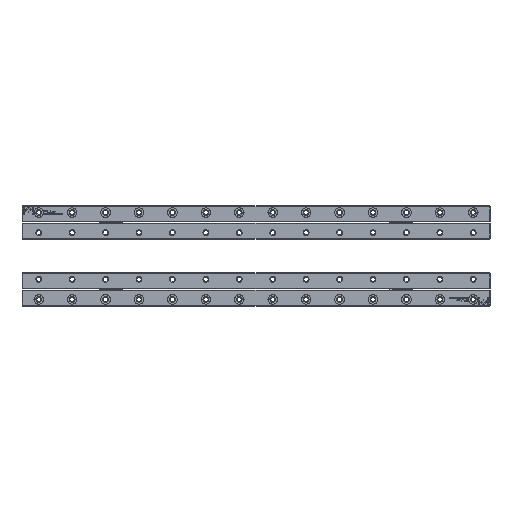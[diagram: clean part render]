
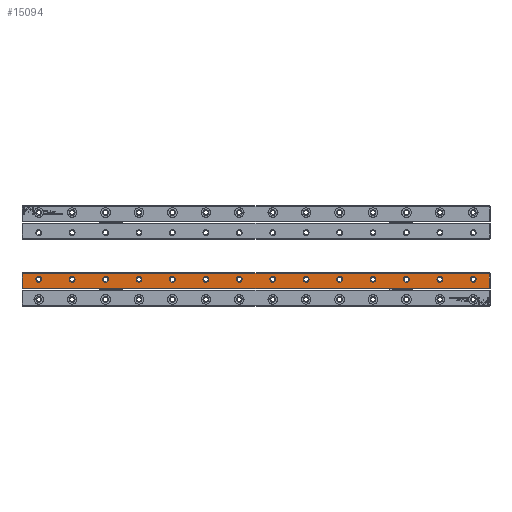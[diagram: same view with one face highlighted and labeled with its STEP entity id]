
A CAD part, top view. The second image highlights one B-rep face of the part: STEP entity #15094.
In plain terms, the highlighted planar face has unit normal (0, 0, 1).
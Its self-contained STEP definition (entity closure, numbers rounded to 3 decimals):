
#15094=ADVANCED_FACE('',(#28079,#28080,#28081,#28082,#28083,#28084,#28085,
#28086,#28087,#28088,#28089,#28090,#28091,#28092,#28093),#21116,.T.);
#21116=PLANE('',#130887);
#26296=CIRCLE('',#130873,2.15);
#26297=CIRCLE('',#130874,2.15);
#26298=CIRCLE('',#130875,2.15);
#26299=CIRCLE('',#130876,2.15);
#26300=CIRCLE('',#130877,2.15);
#26301=CIRCLE('',#130878,2.15);
#26302=CIRCLE('',#130879,2.15);
#26303=CIRCLE('',#130880,2.15);
#26304=CIRCLE('',#130881,2.15);
#26305=CIRCLE('',#130882,2.15);
#26306=CIRCLE('',#130883,2.15);
#26307=CIRCLE('',#130884,2.15);
#26308=CIRCLE('',#130885,2.15);
#26309=CIRCLE('',#130886,2.15);
#28079=FACE_BOUND('',#29747,.T.);
#28080=FACE_BOUND('',#29748,.T.);
#28081=FACE_BOUND('',#29749,.T.);
#28082=FACE_BOUND('',#29750,.T.);
#28083=FACE_BOUND('',#29751,.T.);
#28084=FACE_BOUND('',#29752,.T.);
#28085=FACE_BOUND('',#29753,.T.);
#28086=FACE_BOUND('',#29754,.T.);
#28087=FACE_BOUND('',#29755,.T.);
#28088=FACE_BOUND('',#29756,.T.);
#28089=FACE_BOUND('',#29757,.T.);
#28090=FACE_BOUND('',#29758,.T.);
#28091=FACE_BOUND('',#29759,.T.);
#28092=FACE_BOUND('',#29760,.T.);
#28093=FACE_BOUND('',#29761,.T.);
#29747=EDGE_LOOP('',(#38353));
#29748=EDGE_LOOP('',(#38354));
#29749=EDGE_LOOP('',(#38355));
#29750=EDGE_LOOP('',(#38356));
#29751=EDGE_LOOP('',(#38357));
#29752=EDGE_LOOP('',(#38358));
#29753=EDGE_LOOP('',(#38359));
#29754=EDGE_LOOP('',(#38360));
#29755=EDGE_LOOP('',(#38361));
#29756=EDGE_LOOP('',(#38362));
#29757=EDGE_LOOP('',(#38363));
#29758=EDGE_LOOP('',(#38364));
#29759=EDGE_LOOP('',(#38365));
#29760=EDGE_LOOP('',(#38366));
#29761=EDGE_LOOP('',(#38367,#38368,#38369,#38370,#38371,#38372,#38373,#38374));
#38353=ORIENTED_EDGE('',*,*,#83365,.T.);
#38354=ORIENTED_EDGE('',*,*,#83366,.T.);
#38355=ORIENTED_EDGE('',*,*,#83367,.T.);
#38356=ORIENTED_EDGE('',*,*,#83368,.T.);
#38357=ORIENTED_EDGE('',*,*,#83369,.T.);
#38358=ORIENTED_EDGE('',*,*,#83370,.T.);
#38359=ORIENTED_EDGE('',*,*,#83371,.T.);
#38360=ORIENTED_EDGE('',*,*,#83372,.T.);
#38361=ORIENTED_EDGE('',*,*,#83373,.T.);
#38362=ORIENTED_EDGE('',*,*,#83374,.T.);
#38363=ORIENTED_EDGE('',*,*,#83375,.T.);
#38364=ORIENTED_EDGE('',*,*,#83376,.T.);
#38365=ORIENTED_EDGE('',*,*,#83377,.T.);
#38366=ORIENTED_EDGE('',*,*,#83378,.T.);
#38367=ORIENTED_EDGE('',*,*,#83379,.T.);
#38368=ORIENTED_EDGE('',*,*,#83380,.F.);
#38369=ORIENTED_EDGE('',*,*,#83381,.T.);
#38370=ORIENTED_EDGE('',*,*,#83382,.T.);
#38371=ORIENTED_EDGE('',*,*,#83383,.T.);
#38372=ORIENTED_EDGE('',*,*,#83384,.T.);
#38373=ORIENTED_EDGE('',*,*,#83385,.T.);
#38374=ORIENTED_EDGE('',*,*,#83386,.T.);
#71439=VERTEX_POINT('',#170213);
#71440=VERTEX_POINT('',#170215);
#71441=VERTEX_POINT('',#170217);
#71442=VERTEX_POINT('',#170219);
#71443=VERTEX_POINT('',#170221);
#71444=VERTEX_POINT('',#170223);
#71445=VERTEX_POINT('',#170225);
#71446=VERTEX_POINT('',#170227);
#71447=VERTEX_POINT('',#170229);
#71448=VERTEX_POINT('',#170231);
#71449=VERTEX_POINT('',#170233);
#71450=VERTEX_POINT('',#170235);
#71451=VERTEX_POINT('',#170237);
#71452=VERTEX_POINT('',#170239);
#71453=VERTEX_POINT('',#170241);
#71454=VERTEX_POINT('',#170242);
#71455=VERTEX_POINT('',#170244);
#71456=VERTEX_POINT('',#170246);
#71457=VERTEX_POINT('',#170248);
#71458=VERTEX_POINT('',#170250);
#71459=VERTEX_POINT('',#170252);
#71460=VERTEX_POINT('',#170254);
#83365=EDGE_CURVE('',#71439,#71439,#26296,.T.);
#83366=EDGE_CURVE('',#71440,#71440,#26297,.T.);
#83367=EDGE_CURVE('',#71441,#71441,#26298,.T.);
#83368=EDGE_CURVE('',#71442,#71442,#26299,.T.);
#83369=EDGE_CURVE('',#71443,#71443,#26300,.T.);
#83370=EDGE_CURVE('',#71444,#71444,#26301,.T.);
#83371=EDGE_CURVE('',#71445,#71445,#26302,.T.);
#83372=EDGE_CURVE('',#71446,#71446,#26303,.T.);
#83373=EDGE_CURVE('',#71447,#71447,#26304,.T.);
#83374=EDGE_CURVE('',#71448,#71448,#26305,.T.);
#83375=EDGE_CURVE('',#71449,#71449,#26306,.T.);
#83376=EDGE_CURVE('',#71450,#71450,#26307,.T.);
#83377=EDGE_CURVE('',#71451,#71451,#26308,.T.);
#83378=EDGE_CURVE('',#71452,#71452,#26309,.T.);
#83379=EDGE_CURVE('',#71453,#71454,#100145,.T.);
#83380=EDGE_CURVE('',#71455,#71454,#100146,.T.);
#83381=EDGE_CURVE('',#71455,#71456,#100147,.T.);
#83382=EDGE_CURVE('',#71456,#71457,#100148,.T.);
#83383=EDGE_CURVE('',#71457,#71458,#100149,.T.);
#83384=EDGE_CURVE('',#71458,#71459,#100150,.T.);
#83385=EDGE_CURVE('',#71459,#71460,#100151,.T.);
#83386=EDGE_CURVE('',#71460,#71453,#100152,.T.);
#100145=LINE('',#170240,#115717);
#100146=LINE('',#170243,#115718);
#100147=LINE('',#170245,#115719);
#100148=LINE('',#170247,#115720);
#100149=LINE('',#170249,#115721);
#100150=LINE('',#170251,#115722);
#100151=LINE('',#170253,#115723);
#100152=LINE('',#170255,#115724);
#115717=VECTOR('',#138912,1.);
#115718=VECTOR('',#138913,1.);
#115719=VECTOR('',#138914,1.);
#115720=VECTOR('',#138915,1.);
#115721=VECTOR('',#138916,1.);
#115722=VECTOR('',#138917,1.);
#115723=VECTOR('',#138918,1.);
#115724=VECTOR('',#138919,1.);
#130873=AXIS2_PLACEMENT_3D('',#170212,#138884,#138885);
#130874=AXIS2_PLACEMENT_3D('',#170214,#138886,#138887);
#130875=AXIS2_PLACEMENT_3D('',#170216,#138888,#138889);
#130876=AXIS2_PLACEMENT_3D('',#170218,#138890,#138891);
#130877=AXIS2_PLACEMENT_3D('',#170220,#138892,#138893);
#130878=AXIS2_PLACEMENT_3D('',#170222,#138894,#138895);
#130879=AXIS2_PLACEMENT_3D('',#170224,#138896,#138897);
#130880=AXIS2_PLACEMENT_3D('',#170226,#138898,#138899);
#130881=AXIS2_PLACEMENT_3D('',#170228,#138900,#138901);
#130882=AXIS2_PLACEMENT_3D('',#170230,#138902,#138903);
#130883=AXIS2_PLACEMENT_3D('',#170232,#138904,#138905);
#130884=AXIS2_PLACEMENT_3D('',#170234,#138906,#138907);
#130885=AXIS2_PLACEMENT_3D('',#170236,#138908,#138909);
#130886=AXIS2_PLACEMENT_3D('',#170238,#138910,#138911);
#130887=AXIS2_PLACEMENT_3D('',#170256,#138920,#138921);
#138884=DIRECTION('',(0.,0.,-1.));
#138885=DIRECTION('',(0.,-1.,0.));
#138886=DIRECTION('',(0.,0.,-1.));
#138887=DIRECTION('',(0.,-1.,0.));
#138888=DIRECTION('',(0.,0.,-1.));
#138889=DIRECTION('',(0.,-1.,0.));
#138890=DIRECTION('',(0.,0.,-1.));
#138891=DIRECTION('',(0.,-1.,0.));
#138892=DIRECTION('',(0.,0.,-1.));
#138893=DIRECTION('',(0.,-1.,0.));
#138894=DIRECTION('',(0.,0.,-1.));
#138895=DIRECTION('',(0.,-1.,0.));
#138896=DIRECTION('',(0.,0.,-1.));
#138897=DIRECTION('',(0.,-1.,0.));
#138898=DIRECTION('',(0.,0.,-1.));
#138899=DIRECTION('',(0.,-1.,0.));
#138900=DIRECTION('',(0.,0.,-1.));
#138901=DIRECTION('',(0.,-1.,0.));
#138902=DIRECTION('',(0.,0.,-1.));
#138903=DIRECTION('',(0.,-1.,0.));
#138904=DIRECTION('',(0.,0.,-1.));
#138905=DIRECTION('',(0.,-1.,0.));
#138906=DIRECTION('',(0.,0.,-1.));
#138907=DIRECTION('',(0.,-1.,0.));
#138908=DIRECTION('',(0.,0.,-1.));
#138909=DIRECTION('',(0.,-1.,0.));
#138910=DIRECTION('',(0.,0.,-1.));
#138911=DIRECTION('',(0.,-1.,0.));
#138912=DIRECTION('',(-1.,0.,0.));
#138913=DIRECTION('',(0.577,0.816,0.));
#138914=DIRECTION('',(0.,-1.,0.));
#138915=DIRECTION('',(0.577,-0.816,0.));
#138916=DIRECTION('',(1.,0.,0.));
#138917=DIRECTION('',(0.577,0.816,0.));
#138918=DIRECTION('',(0.,1.,0.));
#138919=DIRECTION('',(-0.577,0.816,0.));
#138920=DIRECTION('',(0.,0.,1.));
#138921=DIRECTION('',(0.,1.,0.));
#170212=CARTESIAN_POINT('',(162.5,14.,6.));
#170213=CARTESIAN_POINT('',(162.5,11.85,6.));
#170214=CARTESIAN_POINT('',(137.5,14.,6.));
#170215=CARTESIAN_POINT('',(137.5,11.85,6.));
#170216=CARTESIAN_POINT('',(112.5,14.,6.));
#170217=CARTESIAN_POINT('',(112.5,11.85,6.));
#170218=CARTESIAN_POINT('',(87.5,14.,6.));
#170219=CARTESIAN_POINT('',(87.5,11.85,6.));
#170220=CARTESIAN_POINT('',(62.5,14.,6.));
#170221=CARTESIAN_POINT('',(62.5,11.85,6.));
#170222=CARTESIAN_POINT('',(37.5,14.,6.));
#170223=CARTESIAN_POINT('',(37.5,11.85,6.));
#170224=CARTESIAN_POINT('',(12.5,14.,6.));
#170225=CARTESIAN_POINT('',(12.5,11.85,6.));
#170226=CARTESIAN_POINT('',(-12.5,14.,6.));
#170227=CARTESIAN_POINT('',(-12.5,11.85,6.));
#170228=CARTESIAN_POINT('',(-37.5,14.,6.));
#170229=CARTESIAN_POINT('',(-37.5,11.85,6.));
#170230=CARTESIAN_POINT('',(-62.5,14.,6.));
#170231=CARTESIAN_POINT('',(-62.5,11.85,6.));
#170232=CARTESIAN_POINT('',(-87.5,14.,6.));
#170233=CARTESIAN_POINT('',(-87.5,11.85,6.));
#170234=CARTESIAN_POINT('',(-112.5,14.,6.));
#170235=CARTESIAN_POINT('',(-112.5,11.85,6.));
#170236=CARTESIAN_POINT('',(-137.5,14.,6.));
#170237=CARTESIAN_POINT('',(-137.5,11.85,6.));
#170238=CARTESIAN_POINT('',(-162.5,14.,6.));
#170239=CARTESIAN_POINT('',(-162.5,11.85,6.));
#170240=CARTESIAN_POINT('',(-175.,18.5,6.));
#170241=CARTESIAN_POINT('',(174.3,18.5,6.));
#170242=CARTESIAN_POINT('',(-174.3,18.5,6.));
#170243=CARTESIAN_POINT('',(-174.582,18.101,6.));
#170244=CARTESIAN_POINT('',(-174.5,18.217,6.));
#170245=CARTESIAN_POINT('',(-174.5,7.5,6.));
#170246=CARTESIAN_POINT('',(-174.5,7.783,6.));
#170247=CARTESIAN_POINT('',(-179.954,15.497,6.));
#170248=CARTESIAN_POINT('',(-174.3,7.5,6.));
#170249=CARTESIAN_POINT('',(-175.,7.5,6.));
#170250=CARTESIAN_POINT('',(174.3,7.5,6.));
#170251=CARTESIAN_POINT('',(63.288,-149.495,6.));
#170252=CARTESIAN_POINT('',(174.5,7.783,6.));
#170253=CARTESIAN_POINT('',(174.5,19.,6.));
#170254=CARTESIAN_POINT('',(174.5,18.217,6.));
#170255=CARTESIAN_POINT('',(57.631,183.495,6.));
#170256=CARTESIAN_POINT('',(-175.,19.,6.));
